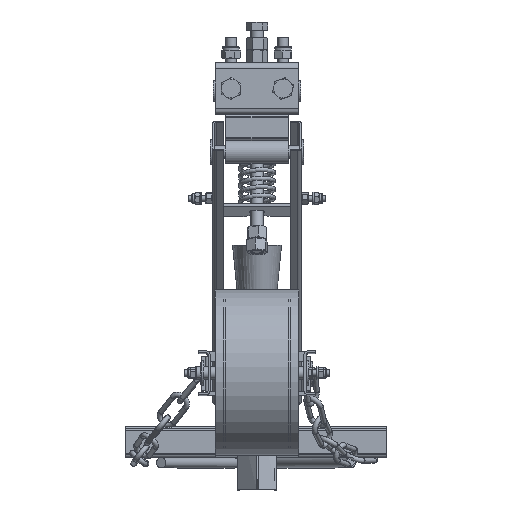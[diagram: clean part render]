
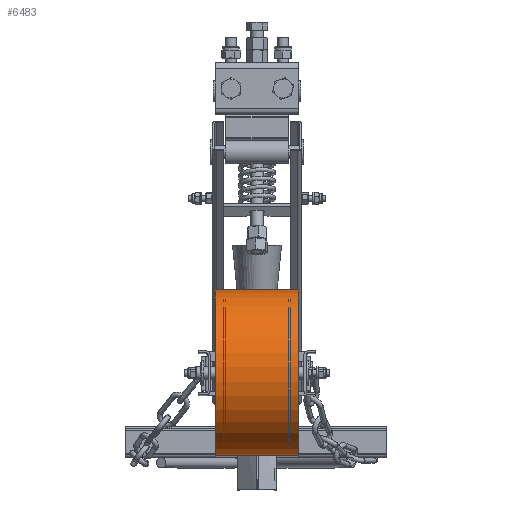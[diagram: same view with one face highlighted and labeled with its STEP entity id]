
A CAD part, top view. The second image highlights one B-rep face of the part: STEP entity #6483.
In plain terms, the highlighted cylindrical face has radius 80 mm (diameter 160 mm), a full revolution.
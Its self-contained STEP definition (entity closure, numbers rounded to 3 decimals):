
#6313=CARTESIAN_POINT('',(40.0,-80.0,-0.0));
#6314=VERTEX_POINT('',#6313);
#6315=CARTESIAN_POINT('',(40.0,-0.0,-0.0));
#6316=DIRECTION('',(-1.0,-0.0,-0.0));
#6317=DIRECTION('',(0.0,-1.0,-0.0));
#6318=AXIS2_PLACEMENT_3D('',#6315,#6316,#6317);
#6319=CIRCLE('',#6318,80.0);
#6320=EDGE_CURVE('n� 102',#6314,#6314,#6319,.T.);
#6455=CARTESIAN_POINT('',(-40.0,-80.0,-0.0));
#6456=VERTEX_POINT('',#6455);
#6457=CARTESIAN_POINT('',(-40.0,-0.0,-0.0));
#6458=DIRECTION('',(-1.0,-0.0,-0.0));
#6459=DIRECTION('',(0.0,-1.0,-0.0));
#6460=AXIS2_PLACEMENT_3D('',#6457,#6458,#6459);
#6461=CIRCLE('',#6460,80.0);
#6462=EDGE_CURVE('n� 104',#6456,#6456,#6461,.T.);
#6472=ORIENTED_EDGE('',*,*,#6462,.F.);
#6473=EDGE_LOOP('',(#6472));
#6474=FACE_OUTER_BOUND('',#6473,.T.);
#6475=ORIENTED_EDGE('',*,*,#6320,.T.);
#6476=EDGE_LOOP('',(#6475));
#6477=FACE_BOUND('',#6476,.T.);
#6478=CARTESIAN_POINT('',(-118.18,0.0,0.0));
#6479=DIRECTION('',(-1.0,-0.0,-0.0));
#6480=DIRECTION('',(0.0,-1.0,-0.0));
#6481=AXIS2_PLACEMENT_3D('',#6478,#6479,#6480);
#6482=CYLINDRICAL_SURFACE('',#6481,80.0);
#6483=ADVANCED_FACE('n� 107',(#6474,#6477),#6482,.T.);
